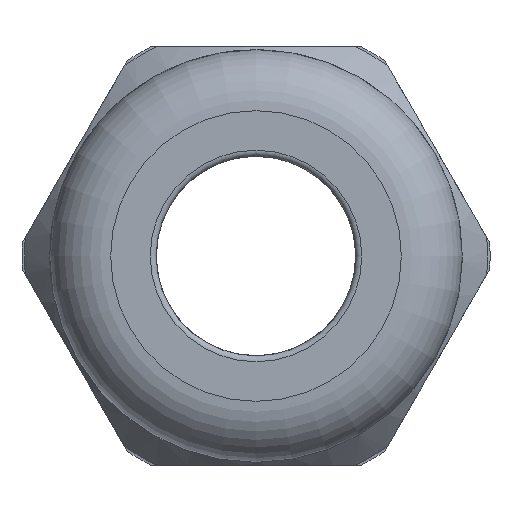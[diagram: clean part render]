
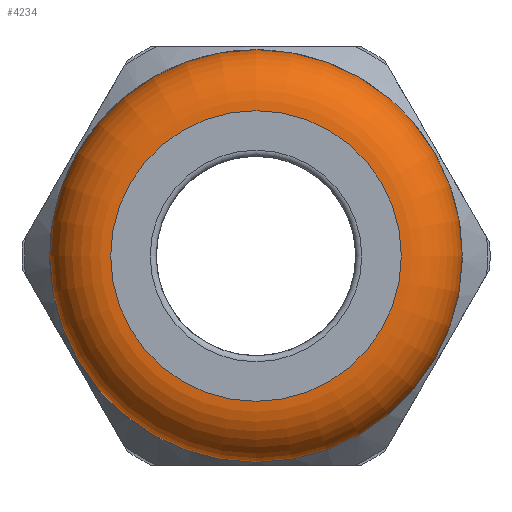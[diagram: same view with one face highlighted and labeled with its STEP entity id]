
A CAD part, left-side view. The second image highlights one B-rep face of the part: STEP entity #4234.
In plain terms, the highlighted toroidal (fillet/blend) face has major radius 4.865 mm and minor radius 2.04 mm.
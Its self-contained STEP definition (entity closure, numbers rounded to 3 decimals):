
#724=TOROIDAL_SURFACE('',#4579,4.865,2.04);
#761=FACE_BOUND('',#1177,.T.);
#909=FACE_OUTER_BOUND('',#1176,.T.);
#1176=EDGE_LOOP('',(#2937));
#1177=EDGE_LOOP('',(#2938));
#1466=CIRCLE('',#4547,4.865);
#1481=CIRCLE('',#4580,6.905);
#1791=VERTEX_POINT('',#7194);
#1818=VERTEX_POINT('',#7713);
#2218=EDGE_CURVE('',#1791,#1791,#1466,.T.);
#2259=EDGE_CURVE('',#1818,#1818,#1481,.T.);
#2937=ORIENTED_EDGE('',*,*,#2259,.F.);
#2938=ORIENTED_EDGE('',*,*,#2218,.T.);
#4234=ADVANCED_FACE('',(#909,#761),#724,.T.);
#4547=AXIS2_PLACEMENT_3D('',#7195,#5108,#5109);
#4579=AXIS2_PLACEMENT_3D('',#7712,#5184,#5185);
#4580=AXIS2_PLACEMENT_3D('',#7714,#5186,#5187);
#5108=DIRECTION('center_axis',(1.,0.,0.));
#5109=DIRECTION('ref_axis',(0.,0.,-1.));
#5184=DIRECTION('center_axis',(1.,0.,0.));
#5185=DIRECTION('ref_axis',(0.,0.,-1.));
#5186=DIRECTION('center_axis',(1.,0.,0.));
#5187=DIRECTION('ref_axis',(0.,0.,-1.));
#7194=CARTESIAN_POINT('',(-13.05,4.865,0.));
#7195=CARTESIAN_POINT('Origin',(-13.05,0.,0.));
#7712=CARTESIAN_POINT('Origin',(-11.01,0.,0.));
#7713=CARTESIAN_POINT('',(-11.01,6.905,0.));
#7714=CARTESIAN_POINT('Origin',(-11.01,0.,0.));
